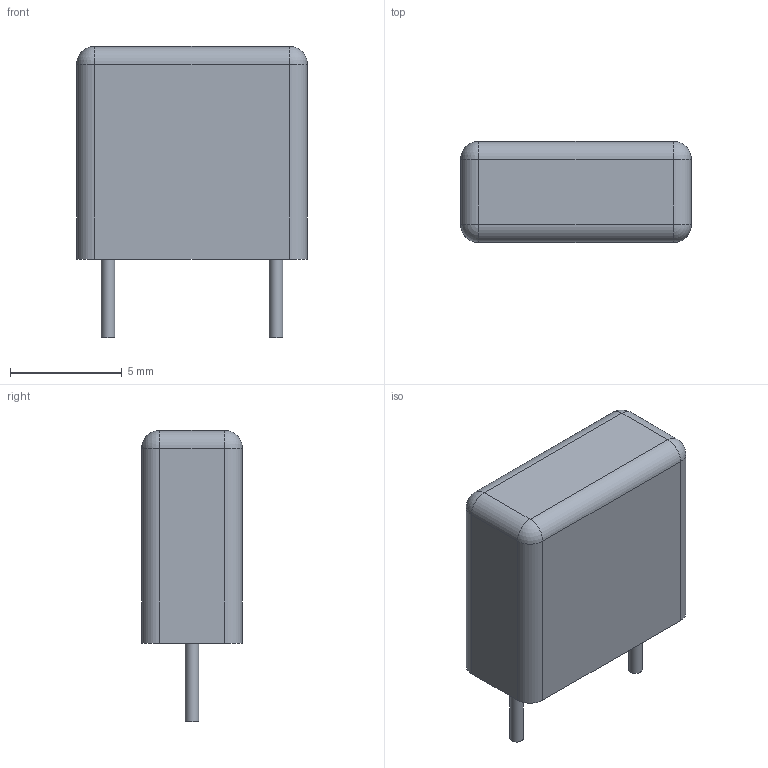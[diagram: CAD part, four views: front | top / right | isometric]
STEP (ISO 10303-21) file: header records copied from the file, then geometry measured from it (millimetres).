
FILE_DESCRIPTION(('FreeCAD Model'),'2;1');
FILE_NAME('WIMA_FILM_CAPACITOR_RADIAL_10.3x4.5x9.5_P7.5.step', '2019-12-01T14:07:00',('Author'),(''), 'Open CASCADE STEP processor 7.3','FreeCAD','Unknown');
FILE_SCHEMA(('AUTOMOTIVE_DESIGN { 1 0 10303 214 1 1 1 1 }'));
Length unit declared in the file: millimetre
Products named in the file (3): Pin1; Fillet; Pin2
Bounding box: 10.3 x 4.5 x 13 mm (x, y, z)
Volume: 433.4 mm3; surface area: 364.1 mm2
Topology: 3 solids, 3 shells, 24 faces, 46 edges, 24 vertices
Faces by surface type: cylinder 10, plane 10, sphere 4
Full cylindrical faces by diameter (mm): 0.6 x2
Entity records: 1281 total; most frequent: CARTESIAN_POINT 203, DIRECTION 178, ORIENTED_EDGE 84, PCURVE 84, DEFINITIONAL_REPRESENTATION 84, LINE 82, VECTOR 82, AXIS2_PLACEMENT_3D 45
